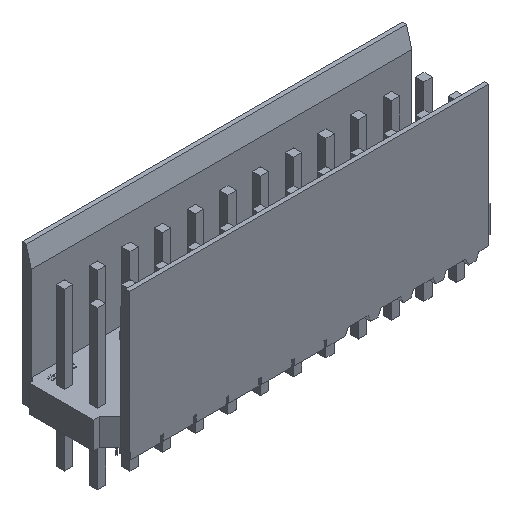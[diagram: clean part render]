
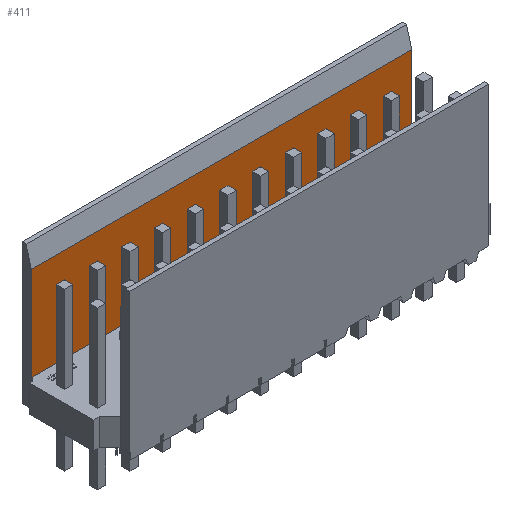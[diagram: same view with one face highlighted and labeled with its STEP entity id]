
A CAD part, isometric view. The second image highlights one B-rep face of the part: STEP entity #411.
In plain terms, the highlighted planar face has unit normal (0, -1, 0).
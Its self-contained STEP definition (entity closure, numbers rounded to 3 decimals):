
#411=ADVANCED_FACE('',(#1290),#1291,.T.);
#1290=FACE_OUTER_BOUND('',#2265,.T.);
#1291=PLANE('',#2266);
#2265=EDGE_LOOP('',(#5513,#5514,#5515,#5516));
#2266=AXIS2_PLACEMENT_3D('',#5517,#5518,#5519);
#5513=ORIENTED_EDGE('',*,*,#7194,.F.);
#5514=ORIENTED_EDGE('',*,*,#6307,.F.);
#5515=ORIENTED_EDGE('',*,*,#7298,.T.);
#5516=ORIENTED_EDGE('',*,*,#7299,.T.);
#5517=CARTESIAN_POINT('',(15.24,3.045,-8.8));
#5518=DIRECTION('',(0.0,-1.0,0.0));
#5519=DIRECTION('',(0.0,0.0,-1.0));
#6307=EDGE_CURVE('',#7567,#7570,#7571,.T.);
#7194=EDGE_CURVE('',#7570,#9078,#9079,.T.);
#7298=EDGE_CURVE('',#7567,#9234,#9236,.T.);
#7299=EDGE_CURVE('',#9234,#9078,#9237,.T.);
#7567=VERTEX_POINT('',#9609);
#7570=VERTEX_POINT('',#9613);
#7571=LINE('',#9614,#9615);
#9078=VERTEX_POINT('',#11978);
#9079=LINE('',#11979,#11980);
#9234=VERTEX_POINT('',#12237);
#9236=LINE('',#12240,#12241);
#9237=LINE('',#12242,#12243);
#9609=CARTESIAN_POINT('',(14.795,3.045,-8.8));
#9613=CARTESIAN_POINT('',(-14.795,3.045,-8.8));
#9614=CARTESIAN_POINT('',(14.795,3.045,-8.8));
#9615=VECTOR('',#12711,29.59);
#11978=CARTESIAN_POINT('',(-14.795,3.045,-1.5));
#11979=CARTESIAN_POINT('',(-14.795,3.045,-8.8));
#11980=VECTOR('',#13658,7.3);
#12237=CARTESIAN_POINT('',(14.795,3.045,-1.5));
#12240=CARTESIAN_POINT('',(14.795,3.045,-8.8));
#12241=VECTOR('',#13762,7.3);
#12242=CARTESIAN_POINT('',(14.795,3.045,-1.5));
#12243=VECTOR('',#13763,29.59);
#12711=DIRECTION('',(-1.0,0.0,0.0));
#13658=DIRECTION('',(0.0,0.0,1.0));
#13762=DIRECTION('',(0.0,0.0,1.0));
#13763=DIRECTION('',(-1.0,0.0,0.0));
